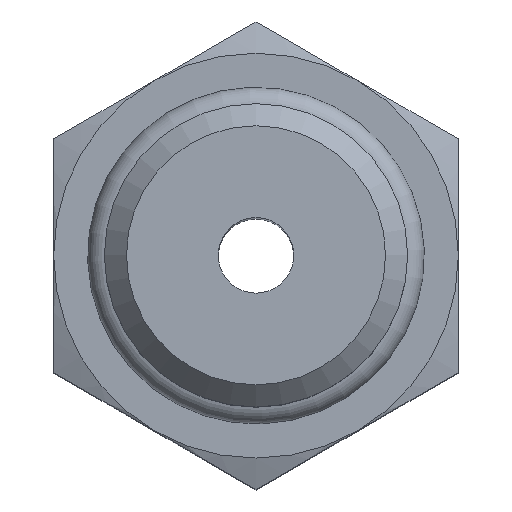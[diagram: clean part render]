
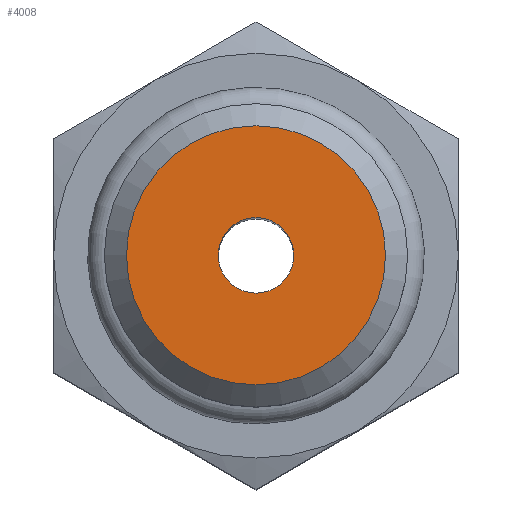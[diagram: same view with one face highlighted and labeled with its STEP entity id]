
A CAD part, top view. The second image highlights one B-rep face of the part: STEP entity #4008.
In plain terms, the highlighted planar face has unit normal (0, 0, 1).
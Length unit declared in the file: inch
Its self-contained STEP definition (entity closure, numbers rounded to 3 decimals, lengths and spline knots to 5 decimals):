
#3191=CARTESIAN_POINT('',(0.07,0.,0.721));
#3192=VERTEX_POINT('',#3191);
#3193=CARTESIAN_POINT('',(0.,0.,0.721));
#3194=DIRECTION('',(0.0,0.0,-1.0));
#3195=DIRECTION('',(1.0,0.0,0.0));
#3196=AXIS2_PLACEMENT_3D('',#3193,#3194,#3195);
#3197=CIRCLE('',#3196,0.07);
#3198=EDGE_CURVE('',#3192,#3192,#3197,.T.);
#3982=CARTESIAN_POINT('',(0.24,0.,0.721));
#3983=VERTEX_POINT('',#3982);
#3984=CARTESIAN_POINT('',(0.,0.,0.721));
#3985=DIRECTION('',(0.0,0.0,-1.0));
#3986=DIRECTION('',(-1.0,0.0,0.0));
#3987=AXIS2_PLACEMENT_3D('',#3984,#3985,#3986);
#3988=CIRCLE('',#3987,0.24);
#3989=EDGE_CURVE('',#3983,#3983,#3988,.T.);
#3997=CARTESIAN_POINT('',(0.,0.,0.721));
#3998=DIRECTION('',(0.0,0.0,-1.0));
#3999=DIRECTION('',(-1.0,0.0,0.0));
#4000=AXIS2_PLACEMENT_3D('',#3997,#3998,#3999);
#4001=PLANE('',#4000);
#4002=ORIENTED_EDGE('',*,*,#3989,.F.);
#4003=EDGE_LOOP('',(#4002));
#4004=FACE_OUTER_BOUND('',#4003,.T.);
#4005=ORIENTED_EDGE('',*,*,#3198,.T.);
#4006=EDGE_LOOP('',(#4005));
#4007=FACE_BOUND('',#4006,.T.);
#4008=ADVANCED_FACE('',(#4004,#4007),#4001,.F.);
